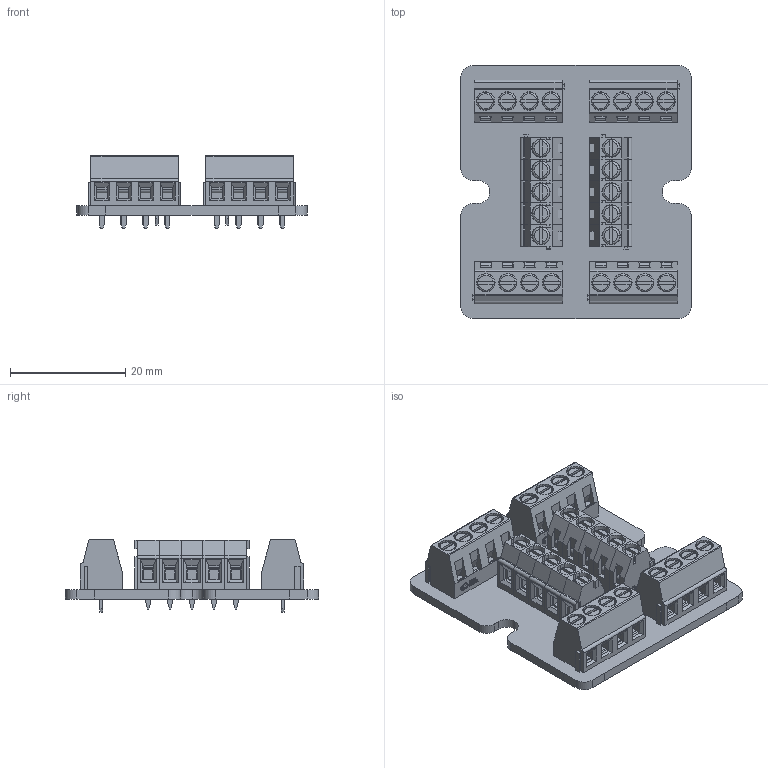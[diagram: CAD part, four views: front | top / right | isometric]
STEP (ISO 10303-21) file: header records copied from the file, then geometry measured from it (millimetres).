
FILE_DESCRIPTION(('KiCad electronic assembly'),'2;1');
FILE_NAME('AstraControlPower-3D.step','2024-12-28T14:42:02',('Pcbnew'),( 'Kicad'),'Open CASCADE STEP processor 7.6','KiCad to STEP converter' ,'Unknown');
FILE_SCHEMA(('AUTOMOTIVE_DESIGN { 1 0 10303 214 1 1 1 1 }'));
Length unit declared in the file: millimetre
Products named in the file (6): AstraControlPower-3D 1; CONN-TH_WJ3.81-LI-4P-124; CONN-TH_5P-P3.81_KF124-3.81-5P; kibot_31uhlpve_PCB
Assembly tree (9 placements, depth 3):
  AstraControlPower-3D 1
    CONN-TH_WJ3.81-LI-4P-124  x4
      CONN-TH_WJ3.81-LI-4P-124
    CONN-TH_5P-P3.81_KF124-3.81-5P  x2
      CONN-TH_5P-P3.81_KF124-3.81-5P
    kibot_31uhlpve_PCB
Bounding box: 40 x 44 x 12.6 mm (x, y, z)
Volume: 7207.8 mm3; surface area: 12405.4 mm2
Topology: 67 solids, 67 shells, 5604 faces, 15388 edges, 10150 vertices
Faces by surface type: plane 3762, bspline 1428, cylinder 312, torus 102
Full cylindrical faces by diameter (mm): 1.4 x26
Entity records: 93953 total; most frequent: CARTESIAN_POINT 21933, ORIENTED_EDGE 12976, DIRECTION 9116, EDGE_CURVE 6488, LINE 4832, VECTOR 4832, VERTEX_POINT 4279, FACE_BOUND 2569
